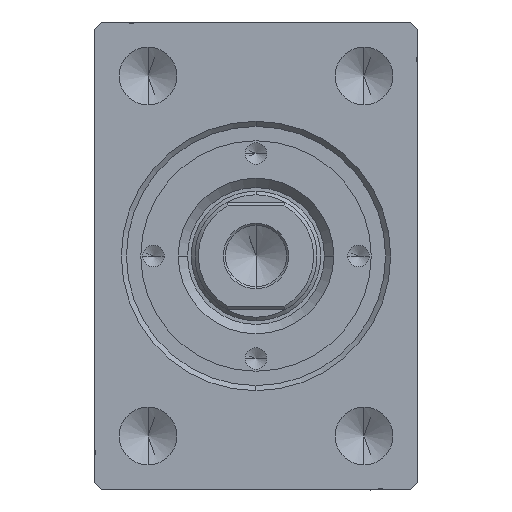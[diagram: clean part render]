
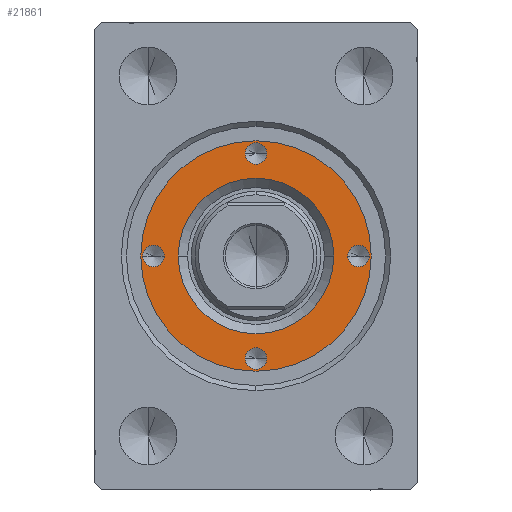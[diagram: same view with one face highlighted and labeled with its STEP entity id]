
A CAD part, left-side view. The second image highlights one B-rep face of the part: STEP entity #21861.
In plain terms, the highlighted face is planar.
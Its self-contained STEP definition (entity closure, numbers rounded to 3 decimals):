
#34 = CIRCLE ( 'NONE', #24270, 16. ) ;
#428 = PLANE ( 'NONE',  #22010 ) ;
#614 = AXIS2_PLACEMENT_3D ( 'NONE', #1502, #42535, #15107 ) ;
#1502 = CARTESIAN_POINT ( 'NONE',  ( 0., 0., 7. ) ) ;
#2209 = AXIS2_PLACEMENT_3D ( 'NONE', #15927, #39806, #9231 ) ;
#2308 = CARTESIAN_POINT ( 'NONE',  ( 15.75, 0., 7. ) ) ;
#2729 = CARTESIAN_POINT ( 'NONE',  ( 14.25, 0., 7. ) ) ;
#2834 = DIRECTION ( 'NONE',  ( 0., 0., 1. ) ) ;
#3199 = CARTESIAN_POINT ( 'NONE',  ( 1.5, 14.25, 7. ) ) ;
#3576 = CARTESIAN_POINT ( 'NONE',  ( 10.8, 0., 7. ) ) ;
#3653 = CIRCLE ( 'NONE', #33586, 1.5 ) ;
#3757 = CARTESIAN_POINT ( 'NONE',  ( -14.25, 0., 7. ) ) ;
#3846 = CARTESIAN_POINT ( 'NONE',  ( 16., 0., 7. ) ) ;
#3914 = CARTESIAN_POINT ( 'NONE',  ( -10.8, 0., 7. ) ) ;
#4214 = VERTEX_POINT ( 'NONE', #3576 ) ;
#4350 = CIRCLE ( 'NONE', #2209, 1.5 ) ;
#4462 = EDGE_CURVE ( 'NONE', #28867, #22242, #8264, .T. ) ;
#4591 = VERTEX_POINT ( 'NONE', #5708 ) ;
#5146 = DIRECTION ( 'NONE',  ( 0., 0., -1. ) ) ;
#5708 = CARTESIAN_POINT ( 'NONE',  ( -1.5, -14.25, 7. ) ) ;
#6118 = AXIS2_PLACEMENT_3D ( 'NONE', #27994, #20877, #20652 ) ;
#6431 = DIRECTION ( 'NONE',  ( 0., 0., 1. ) ) ;
#6982 = CARTESIAN_POINT ( 'NONE',  ( 0., 0., 7. ) ) ;
#7229 = DIRECTION ( 'NONE',  ( 0., 0., 1. ) ) ;
#7737 = ORIENTED_EDGE ( 'NONE', *, *, #42046, .T. ) ;
#7871 = ORIENTED_EDGE ( 'NONE', *, *, #29571, .F. ) ;
#8003 = FACE_BOUND ( 'NONE', #37175, .T. ) ;
#8264 = CIRCLE ( 'NONE', #33211, 1.5 ) ;
#8294 = ORIENTED_EDGE ( 'NONE', *, *, #27350, .F. ) ;
#9074 = CARTESIAN_POINT ( 'NONE',  ( 0., 14.25, 7. ) ) ;
#9150 = CARTESIAN_POINT ( 'NONE',  ( 0., 0., 7. ) ) ;
#9231 = DIRECTION ( 'NONE',  ( 1., 0., 0. ) ) ;
#9786 = ORIENTED_EDGE ( 'NONE', *, *, #20809, .T. ) ;
#10234 = EDGE_CURVE ( 'NONE', #19196, #4591, #26076, .T. ) ;
#11050 = CARTESIAN_POINT ( 'NONE',  ( 12.75, 0., 7. ) ) ;
#11053 = EDGE_CURVE ( 'NONE', #20913, #24515, #39789, .T. ) ;
#11354 = DIRECTION ( 'NONE',  ( 0., 0., 1. ) ) ;
#12177 = CIRCLE ( 'NONE', #35679, 1.5 ) ;
#12496 = DIRECTION ( 'NONE',  ( 1., 0., 0. ) ) ;
#12713 = EDGE_LOOP ( 'NONE', ( #8294, #33144 ) ) ;
#13572 = ORIENTED_EDGE ( 'NONE', *, *, #10234, .F. ) ;
#14261 = EDGE_CURVE ( 'NONE', #24515, #20913, #34, .T. ) ;
#14691 = FACE_BOUND ( 'NONE', #20522, .T. ) ;
#15030 = EDGE_CURVE ( 'NONE', #42941, #41924, #3653, .T. ) ;
#15107 = DIRECTION ( 'NONE',  ( 1., 0., 0. ) ) ;
#15428 = CARTESIAN_POINT ( 'NONE',  ( 0., 0., 7. ) ) ;
#15460 = CARTESIAN_POINT ( 'NONE',  ( 0., 14.25, 7. ) ) ;
#15927 = CARTESIAN_POINT ( 'NONE',  ( 14.25, 0., 7. ) ) ;
#16051 = CARTESIAN_POINT ( 'NONE',  ( -16., 0., 7. ) ) ;
#16330 = DIRECTION ( 'NONE',  ( 0., 0., 1. ) ) ;
#16372 = AXIS2_PLACEMENT_3D ( 'NONE', #28882, #37570, #33556 ) ;
#16603 = DIRECTION ( 'NONE',  ( 1., 0., 0. ) ) ;
#18053 = FACE_BOUND ( 'NONE', #12713, .T. ) ;
#19196 = VERTEX_POINT ( 'NONE', #44127 ) ;
#19236 = CIRCLE ( 'NONE', #19941, 1.5 ) ;
#19717 = AXIS2_PLACEMENT_3D ( 'NONE', #6982, #20592, #24360 ) ;
#19941 = AXIS2_PLACEMENT_3D ( 'NONE', #34008, #7229, #16603 ) ;
#20446 = CIRCLE ( 'NONE', #19717, 10.8 ) ;
#20522 = EDGE_LOOP ( 'NONE', ( #7871, #31362 ) ) ;
#20592 = DIRECTION ( 'NONE',  ( 0., 0., -1. ) ) ;
#20610 = DIRECTION ( 'NONE',  ( 1., 0., 0. ) ) ;
#20652 = DIRECTION ( 'NONE',  ( 1., 0., 0. ) ) ;
#20809 = EDGE_CURVE ( 'NONE', #4214, #35319, #43386, .T. ) ;
#20877 = DIRECTION ( 'NONE',  ( 0., 0., 1. ) ) ;
#20913 = VERTEX_POINT ( 'NONE', #16051 ) ;
#21861 = ADVANCED_FACE ( 'NONE', ( #18053, #14691, #41921, #8003, #38142, #34566 ), #428, .T. ) ;
#22010 = AXIS2_PLACEMENT_3D ( 'NONE', #27861, #11354, #38586 ) ;
#22242 = VERTEX_POINT ( 'NONE', #41631 ) ;
#22293 = CARTESIAN_POINT ( 'NONE',  ( -1.5, 14.25, 7. ) ) ;
#22363 = ORIENTED_EDGE ( 'NONE', *, *, #26433, .F. ) ;
#22797 = ORIENTED_EDGE ( 'NONE', *, *, #11053, .T. ) ;
#23042 = DIRECTION ( 'NONE',  ( 1., 0., 0. ) ) ;
#24270 = AXIS2_PLACEMENT_3D ( 'NONE', #15428, #28827, #35529 ) ;
#24360 = DIRECTION ( 'NONE',  ( 1., 0., 0. ) ) ;
#24515 = VERTEX_POINT ( 'NONE', #3846 ) ;
#25329 = VERTEX_POINT ( 'NONE', #11050 ) ;
#25429 = EDGE_CURVE ( 'NONE', #33757, #25329, #4350, .T. ) ;
#26076 = CIRCLE ( 'NONE', #6118, 1.5 ) ;
#26433 = EDGE_CURVE ( 'NONE', #4591, #19196, #34922, .T. ) ;
#27350 = EDGE_CURVE ( 'NONE', #22242, #28867, #19236, .T. ) ;
#27633 = EDGE_CURVE ( 'NONE', #25329, #33757, #39209, .T. ) ;
#27861 = CARTESIAN_POINT ( 'NONE',  ( 0., 0., 7. ) ) ;
#27994 = CARTESIAN_POINT ( 'NONE',  ( 0., -14.25, 7. ) ) ;
#28360 = EDGE_LOOP ( 'NONE', ( #35061, #36370 ) ) ;
#28412 = AXIS2_PLACEMENT_3D ( 'NONE', #9150, #5146, #12496 ) ;
#28827 = DIRECTION ( 'NONE',  ( 0., 0., 1. ) ) ;
#28867 = VERTEX_POINT ( 'NONE', #30175 ) ;
#28882 = CARTESIAN_POINT ( 'NONE',  ( 0., -14.25, 7. ) ) ;
#29571 = EDGE_CURVE ( 'NONE', #41924, #42941, #12177, .T. ) ;
#30175 = CARTESIAN_POINT ( 'NONE',  ( -15.75, 0., 7. ) ) ;
#30370 = EDGE_LOOP ( 'NONE', ( #9786, #7737 ) ) ;
#30686 = AXIS2_PLACEMENT_3D ( 'NONE', #2729, #16330, #43555 ) ;
#31362 = ORIENTED_EDGE ( 'NONE', *, *, #15030, .F. ) ;
#33144 = ORIENTED_EDGE ( 'NONE', *, *, #4462, .F. ) ;
#33211 = AXIS2_PLACEMENT_3D ( 'NONE', #3757, #6431, #33877 ) ;
#33556 = DIRECTION ( 'NONE',  ( 1., 0., 0. ) ) ;
#33586 = AXIS2_PLACEMENT_3D ( 'NONE', #9074, #2834, #20610 ) ;
#33757 = VERTEX_POINT ( 'NONE', #2308 ) ;
#33877 = DIRECTION ( 'NONE',  ( 1., 0., 0. ) ) ;
#34008 = CARTESIAN_POINT ( 'NONE',  ( -14.25, 0., 7. ) ) ;
#34566 = FACE_OUTER_BOUND ( 'NONE', #37968, .T. ) ;
#34922 = CIRCLE ( 'NONE', #16372, 1.5 ) ;
#35061 = ORIENTED_EDGE ( 'NONE', *, *, #25429, .F. ) ;
#35319 = VERTEX_POINT ( 'NONE', #3914 ) ;
#35529 = DIRECTION ( 'NONE',  ( 1., 0., 0. ) ) ;
#35679 = AXIS2_PLACEMENT_3D ( 'NONE', #15460, #43570, #23042 ) ;
#36370 = ORIENTED_EDGE ( 'NONE', *, *, #27633, .F. ) ;
#37175 = EDGE_LOOP ( 'NONE', ( #13572, #22363 ) ) ;
#37570 = DIRECTION ( 'NONE',  ( 0., 0., 1. ) ) ;
#37968 = EDGE_LOOP ( 'NONE', ( #22797, #43607 ) ) ;
#38142 = FACE_BOUND ( 'NONE', #30370, .T. ) ;
#38586 = DIRECTION ( 'NONE',  ( 1., 0., 0. ) ) ;
#39209 = CIRCLE ( 'NONE', #30686, 1.5 ) ;
#39789 = CIRCLE ( 'NONE', #614, 16. ) ;
#39806 = DIRECTION ( 'NONE',  ( 0., 0., 1. ) ) ;
#41631 = CARTESIAN_POINT ( 'NONE',  ( -12.75, 0., 7. ) ) ;
#41921 = FACE_BOUND ( 'NONE', #28360, .T. ) ;
#41924 = VERTEX_POINT ( 'NONE', #3199 ) ;
#42046 = EDGE_CURVE ( 'NONE', #35319, #4214, #20446, .T. ) ;
#42535 = DIRECTION ( 'NONE',  ( 0., 0., 1. ) ) ;
#42941 = VERTEX_POINT ( 'NONE', #22293 ) ;
#43386 = CIRCLE ( 'NONE', #28412, 10.8 ) ;
#43555 = DIRECTION ( 'NONE',  ( 1., 0., 0. ) ) ;
#43570 = DIRECTION ( 'NONE',  ( 0., 0., 1. ) ) ;
#43607 = ORIENTED_EDGE ( 'NONE', *, *, #14261, .T. ) ;
#44127 = CARTESIAN_POINT ( 'NONE',  ( 1.5, -14.25, 7. ) ) ;
